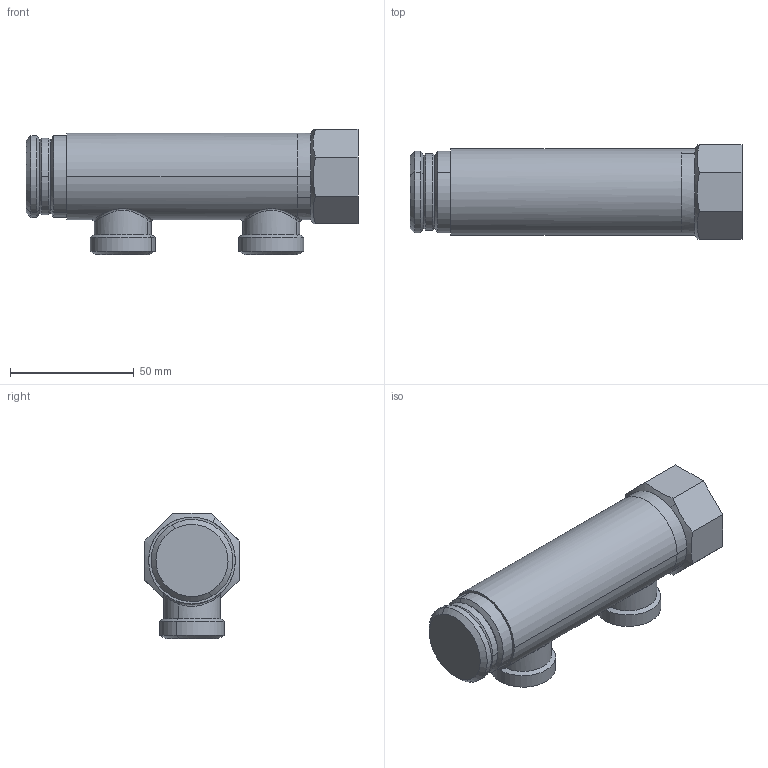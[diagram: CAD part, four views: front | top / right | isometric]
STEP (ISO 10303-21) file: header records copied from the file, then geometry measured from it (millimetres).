
FILE_DESCRIPTION(('CATIA V5 STEP Exchange'),'2;1');
FILE_NAME('STEP_592622_-_TST.stp','2017-07-18T12:48:59+00:00',('none'),('none'),'CATIA Version 5-6 Release 2014 SP5','CATIA V5 STEP AP203','none');
FILE_SCHEMA(('CONFIG_CONTROL_DESIGN'));
Length unit declared in the file: millimetre
Products named in the file (1): 592622 - TST
Bounding box: 134 x 38 x 50.5 mm (x, y, z)
Volume: 145121.6 mm3; surface area: 21023.8 mm2
Topology: 2 solids, 2 shells, 71 faces, 155 edges, 92 vertices
Faces by surface type: cylinder 28, cone 20, plane 17, bspline 6
Entity records: 2751 total; most frequent: CARTESIAN_POINT 1335, ORIENTED_EDGE 310, DIRECTION 213, EDGE_CURVE 155, AXIS2_PLACEMENT_3D 107, VERTEX_POINT 92, EDGE_LOOP 77, ADVANCED_FACE 71
